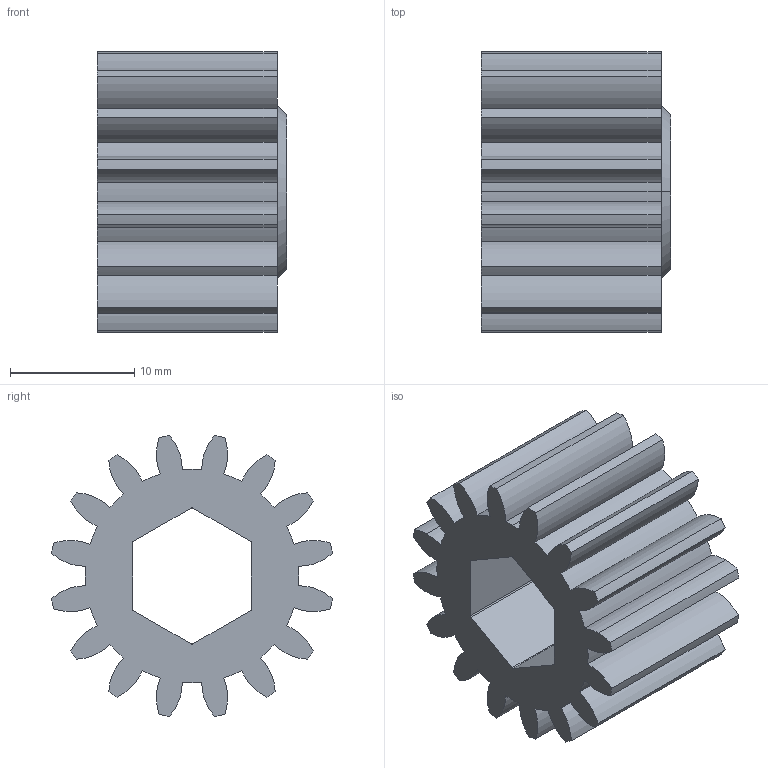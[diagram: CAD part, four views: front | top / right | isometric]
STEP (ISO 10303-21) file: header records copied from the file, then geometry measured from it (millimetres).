
FILE_DESCRIPTION (( 'STEP AP214' ), '1' );
FILE_NAME ('am-0747 16t 20dp 375h with teeth.STEP', '2016-03-02T20:46:01', ( '' ), ( '' ), 'SwSTEP 2.0', 'SolidWorks 2014', '' );
FILE_SCHEMA (( 'AUTOMOTIVE_DESIGN' ));
Length unit declared in the file: inch
Products named in the file (1): am-0747 16t 20dp 375h with teeth
Bounding box: 15.19 x 22.57 x 22.57 mm (x, y, z)
Volume: 3359.7 mm3; surface area: 2904.6 mm2
Topology: 1 solids, 1 shells, 87 faces, 252 edges, 168 vertices
Faces by surface type: cylinder 76, plane 9, cone 2
Entity records: 3004 total; most frequent: DIRECTION 582, CARTESIAN_POINT 508, ORIENTED_EDGE 504, EDGE_CURVE 252, AXIS2_PLACEMENT_3D 242, VERTEX_POINT 168, CIRCLE 154, VECTOR 98
